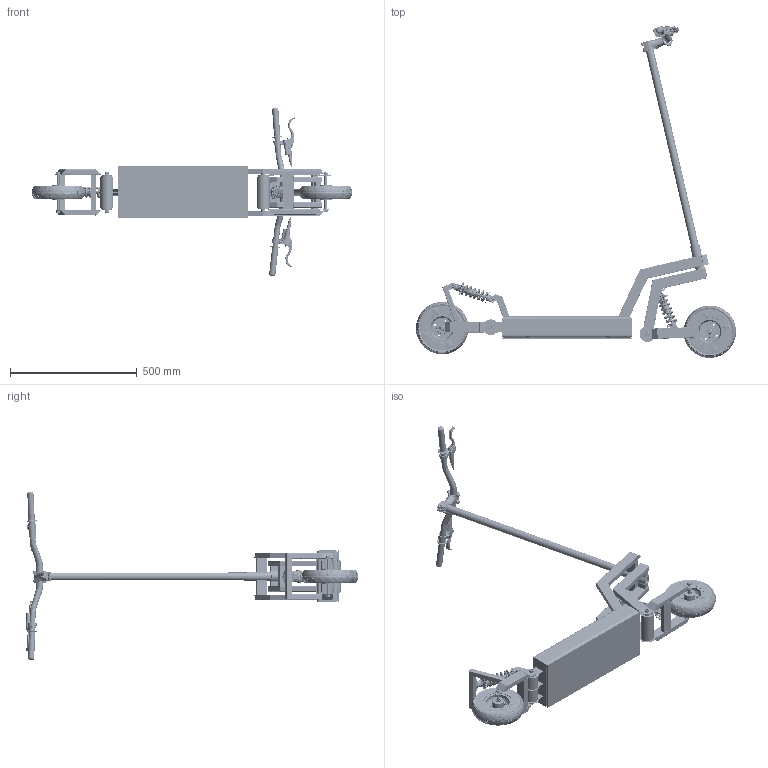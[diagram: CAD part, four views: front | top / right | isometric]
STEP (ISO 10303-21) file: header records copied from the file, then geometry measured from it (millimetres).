
FILE_DESCRIPTION(('FreeCAD Model'),'2;1');
FILE_NAME('Open CASCADE Shape Model','2025-05-04T15:35:15',('FreeCAD'),( 'FreeCAD'),'Open CASCADE STEP processor 7.6','FreeCAD','Unknown');
FILE_SCHEMA(('AUTOMOTIVE_DESIGN { 1 0 10303 214 1 1 1 1 }'));
Products named in the file (1): Open CASCADE STEP translator 7.6 1
Bounding box: 1264.63 x 1312.23 x 664.6 mm (x, y, z)
Volume: 4448312.9 mm3; surface area: 2940489.6 mm2
Topology: 124 solids, 138 shells, 6499 faces, 16238 edges, 10065 vertices
Faces by surface type: bspline 6499
Entity records: 346555 total; most frequent: CARTESIAN_POINT 253997, ORIENTED_EDGE 32368, EDGE_CURVE 16198, B_SPLINE_CURVE_WITH_KNOTS 11000, VERTEX_POINT 10065, FACE_BOUND 6839, EDGE_LOOP 6839, ADVANCED_FACE 6499
